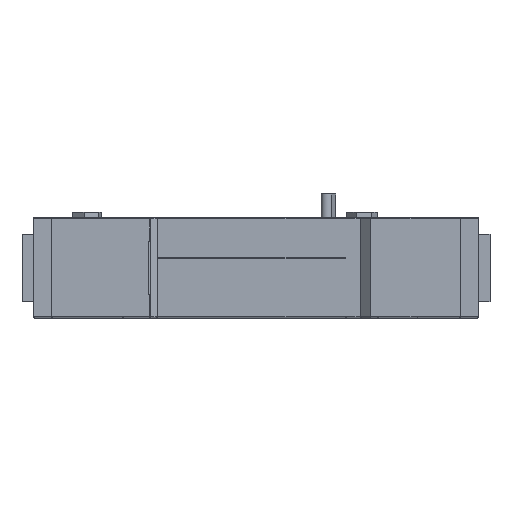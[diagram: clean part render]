
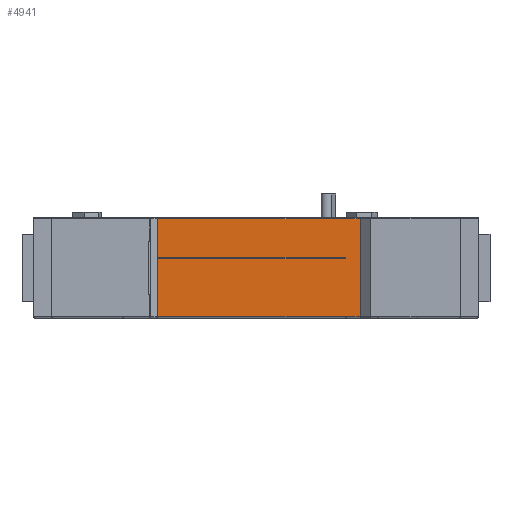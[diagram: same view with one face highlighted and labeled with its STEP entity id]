
A CAD part, front view. The second image highlights one B-rep face of the part: STEP entity #4941.
In plain terms, the highlighted planar face has unit normal (0, -1, 0).
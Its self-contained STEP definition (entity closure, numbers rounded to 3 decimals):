
#30 = CARTESIAN_POINT ( 'NONE',  ( 7.34, -56.7, 8.7 ) ) ;
#414 = LINE ( 'NONE', #4776, #11998 ) ;
#557 = CARTESIAN_POINT ( 'NONE',  ( -26., -56.7, -8.7 ) ) ;
#847 = CARTESIAN_POINT ( 'NONE',  ( 10., -56.7, -8.7 ) ) ;
#1017 = VECTOR ( 'NONE', #16550, 1000. ) ;
#1151 = VERTEX_POINT ( 'NONE', #4874 ) ;
#2226 = LINE ( 'NONE', #12386, #13665 ) ;
#2923 = VERTEX_POINT ( 'NONE', #8372 ) ;
#2988 = ORIENTED_EDGE ( 'NONE', *, *, #12815, .T. ) ;
#3193 = ORIENTED_EDGE ( 'NONE', *, *, #13058, .T. ) ;
#3196 = ORIENTED_EDGE ( 'NONE', *, *, #11508, .T. ) ;
#3410 = LINE ( 'NONE', #5205, #5758 ) ;
#3464 = VECTOR ( 'NONE', #5116, 1000. ) ;
#3495 = LINE ( 'NONE', #5393, #3464 ) ;
#3767 = LINE ( 'NONE', #6644, #3780 ) ;
#3780 = VECTOR ( 'NONE', #6545, 1000. ) ;
#3801 = DIRECTION ( 'NONE',  ( 1., 0., 0. ) ) ;
#3926 = LINE ( 'NONE', #10200, #4381 ) ;
#4081 = CARTESIAN_POINT ( 'NONE',  ( -26., -56.7, 1.8 ) ) ;
#4123 = CARTESIAN_POINT ( 'NONE',  ( 7.34, -56.7, 1.7 ) ) ;
#4157 = LINE ( 'NONE', #30, #4427 ) ;
#4381 = VECTOR ( 'NONE', #10123, 1000. ) ;
#4427 = VECTOR ( 'NONE', #12370, 1000. ) ;
#4776 = CARTESIAN_POINT ( 'NONE',  ( -26.418, -56.7, 8.7 ) ) ;
#4874 = CARTESIAN_POINT ( 'NONE',  ( -26., -56.7, 8.7 ) ) ;
#4941 = ADVANCED_FACE ( 'NONE', ( #9827 ), #10484, .T. ) ;
#4957 = AXIS2_PLACEMENT_3D ( 'NONE', #10489, #10458, #10424 ) ;
#5116 = DIRECTION ( 'NONE',  ( 0., 0., -1. ) ) ;
#5175 = DIRECTION ( 'NONE',  ( 0., 0., -1. ) ) ;
#5205 = CARTESIAN_POINT ( 'NONE',  ( 7.34, -56.7, 5.997 ) ) ;
#5272 = CARTESIAN_POINT ( 'NONE',  ( 10.418, -56.7, -8.7 ) ) ;
#5363 = ORIENTED_EDGE ( 'NONE', *, *, #11253, .T. ) ;
#5393 = CARTESIAN_POINT ( 'NONE',  ( -26., -56.7, 8.7 ) ) ;
#5758 = VECTOR ( 'NONE', #5175, 1000. ) ;
#5825 = VERTEX_POINT ( 'NONE', #14532 ) ;
#6321 = EDGE_CURVE ( 'NONE', #1151, #12041, #3767, .T. ) ;
#6402 = EDGE_CURVE ( 'NONE', #16731, #7888, #3495, .T. ) ;
#6545 = DIRECTION ( 'NONE',  ( 0., 0., -1. ) ) ;
#6590 = ORIENTED_EDGE ( 'NONE', *, *, #7254, .F. ) ;
#6644 = CARTESIAN_POINT ( 'NONE',  ( -26., -56.7, 8.7 ) ) ;
#6786 = CARTESIAN_POINT ( 'NONE',  ( 10., -56.7, 8.7 ) ) ;
#6848 = LINE ( 'NONE', #10145, #10839 ) ;
#7254 = EDGE_CURVE ( 'NONE', #1151, #2923, #414, .T. ) ;
#7531 = ORIENTED_EDGE ( 'NONE', *, *, #6321, .T. ) ;
#7888 = VERTEX_POINT ( 'NONE', #557 ) ;
#8227 = DIRECTION ( 'NONE',  ( -1., 0., 0. ) ) ;
#8372 = CARTESIAN_POINT ( 'NONE',  ( 7.34, -56.7, 8.7 ) ) ;
#9000 = VERTEX_POINT ( 'NONE', #6786 ) ;
#9057 = EDGE_CURVE ( 'NONE', #5825, #7888, #9371, .T. ) ;
#9371 = LINE ( 'NONE', #5272, #14052 ) ;
#9372 = CARTESIAN_POINT ( 'NONE',  ( -26., -56.7, 1.7 ) ) ;
#9827 = FACE_OUTER_BOUND ( 'NONE', #10619, .T. ) ;
#10028 = EDGE_CURVE ( 'NONE', #9000, #2923, #4157, .T. ) ;
#10123 = DIRECTION ( 'NONE',  ( 1., 0., 0. ) ) ;
#10145 = CARTESIAN_POINT ( 'NONE',  ( -26., -56.7, 1.8 ) ) ;
#10200 = CARTESIAN_POINT ( 'NONE',  ( -26., -56.7, -8.7 ) ) ;
#10240 = DIRECTION ( 'NONE',  ( 1., 0., 0. ) ) ;
#10286 = VERTEX_POINT ( 'NONE', #847 ) ;
#10424 = DIRECTION ( 'NONE',  ( 0., 0., -1. ) ) ;
#10458 = DIRECTION ( 'NONE',  ( 0., -1., 0. ) ) ;
#10484 = PLANE ( 'NONE',  #4957 ) ;
#10489 = CARTESIAN_POINT ( 'NONE',  ( -26., -56.7, 8.7 ) ) ;
#10619 = EDGE_LOOP ( 'NONE', ( #3196, #16185, #6590, #7531, #2988, #3193, #5363, #13883, #16714, #15350 ) ) ;
#10839 = VECTOR ( 'NONE', #10240, 1000. ) ;
#11253 = EDGE_CURVE ( 'NONE', #13714, #16731, #16830, .T. ) ;
#11404 = VERTEX_POINT ( 'NONE', #14108 ) ;
#11508 = EDGE_CURVE ( 'NONE', #10286, #9000, #2226, .T. ) ;
#11998 = VECTOR ( 'NONE', #3801, 1000. ) ;
#12041 = VERTEX_POINT ( 'NONE', #4081 ) ;
#12311 = DIRECTION ( 'NONE',  ( 0., 0., 1. ) ) ;
#12370 = DIRECTION ( 'NONE',  ( -1., 0., 0. ) ) ;
#12386 = CARTESIAN_POINT ( 'NONE',  ( 10., -56.7, 8.7 ) ) ;
#12815 = EDGE_CURVE ( 'NONE', #12041, #11404, #6848, .T. ) ;
#13058 = EDGE_CURVE ( 'NONE', #11404, #13714, #3410, .T. ) ;
#13665 = VECTOR ( 'NONE', #12311, 1000. ) ;
#13714 = VERTEX_POINT ( 'NONE', #4123 ) ;
#13883 = ORIENTED_EDGE ( 'NONE', *, *, #6402, .T. ) ;
#14052 = VECTOR ( 'NONE', #8227, 1000. ) ;
#14108 = CARTESIAN_POINT ( 'NONE',  ( 7.34, -56.7, 1.8 ) ) ;
#14508 = EDGE_CURVE ( 'NONE', #5825, #10286, #3926, .T. ) ;
#14532 = CARTESIAN_POINT ( 'NONE',  ( 7.34, -56.7, -8.7 ) ) ;
#15350 = ORIENTED_EDGE ( 'NONE', *, *, #14508, .T. ) ;
#16185 = ORIENTED_EDGE ( 'NONE', *, *, #10028, .T. ) ;
#16550 = DIRECTION ( 'NONE',  ( -1., 0., 0. ) ) ;
#16714 = ORIENTED_EDGE ( 'NONE', *, *, #9057, .F. ) ;
#16731 = VERTEX_POINT ( 'NONE', #9372 ) ;
#16792 = CARTESIAN_POINT ( 'NONE',  ( -26., -56.7, 1.7 ) ) ;
#16830 = LINE ( 'NONE', #16792, #1017 ) ;
